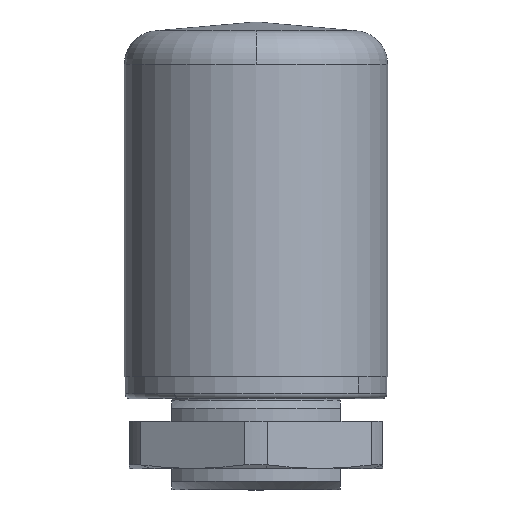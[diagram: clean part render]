
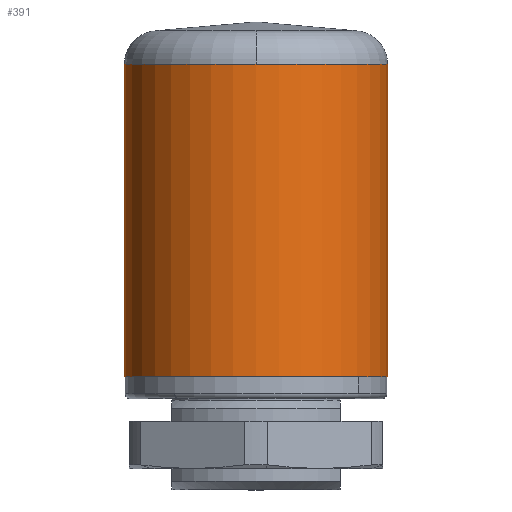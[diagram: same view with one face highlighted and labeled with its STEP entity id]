
A CAD part, top view. The second image highlights one B-rep face of the part: STEP entity #391.
In plain terms, the highlighted cylindrical face has radius 7.8 mm (diameter 15.6 mm), a partial arc.
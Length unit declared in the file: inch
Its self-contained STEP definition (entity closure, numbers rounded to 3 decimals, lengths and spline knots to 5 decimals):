
#20 = CARTESIAN_POINT ( 'NONE',  ( -0.30709, 0.99216, 0. ) ) ;
#52 = DIRECTION ( 'NONE',  ( -1., 0., 0. ) ) ;
#79 = DIRECTION ( 'NONE',  ( 0., -1., 0. ) ) ;
#113 = DIRECTION ( 'NONE',  ( -1., 0., 0. ) ) ;
#125 = VERTEX_POINT ( 'NONE', #20 ) ;
#151 = EDGE_CURVE ( 'NONE', #315, #387, #395, .T. ) ;
#270 = CARTESIAN_POINT ( 'NONE',  ( 0.30709, 0.62797, 0. ) ) ;
#312 = ORIENTED_EDGE ( 'NONE', *, *, #1421, .T. ) ;
#315 = VERTEX_POINT ( 'NONE', #853 ) ;
#317 = DIRECTION ( 'NONE',  ( 0., -1., 0. ) ) ;
#333 = VERTEX_POINT ( 'NONE', #704 ) ;
#343 = EDGE_CURVE ( 'NONE', #387, #1280, #634, .T. ) ;
#387 = VERTEX_POINT ( 'NONE', #771 ) ;
#391 = ADVANCED_FACE ( 'NONE', ( #1643 ), #1415, .T. ) ;
#395 = LINE ( 'NONE', #270, #414 ) ;
#414 = VECTOR ( 'NONE', #541, 39.37008 ) ;
#421 = CARTESIAN_POINT ( 'NONE',  ( -0.30709, 0.62797, 0. ) ) ;
#433 = EDGE_LOOP ( 'NONE', ( #573, #1536, #312, #1423, #1653 ) ) ;
#448 = DIRECTION ( 'NONE',  ( -1., 0., 0. ) ) ;
#491 = CARTESIAN_POINT ( 'NONE',  ( 0., 0.99216, 0. ) ) ;
#503 = DIRECTION ( 'NONE',  ( 0., -1., 0. ) ) ;
#520 = AXIS2_PLACEMENT_3D ( 'NONE', #491, #317, #52 ) ;
#541 = DIRECTION ( 'NONE',  ( 0., -1., 0. ) ) ;
#573 = ORIENTED_EDGE ( 'NONE', *, *, #151, .F. ) ;
#575 = CIRCLE ( 'NONE', #662, 0.30709 ) ;
#631 = CARTESIAN_POINT ( 'NONE',  ( 0., 0.26378, 0. ) ) ;
#634 = CIRCLE ( 'NONE', #1650, 0.30709 ) ;
#662 = AXIS2_PLACEMENT_3D ( 'NONE', #1234, #79, #448 ) ;
#704 = CARTESIAN_POINT ( 'NONE',  ( 0., 0.99216, 0.30709 ) ) ;
#743 = CARTESIAN_POINT ( 'NONE',  ( 0., 0.62797, 0. ) ) ;
#771 = CARTESIAN_POINT ( 'NONE',  ( 0.30709, 0.26378, 0. ) ) ;
#773 = AXIS2_PLACEMENT_3D ( 'NONE', #743, #1276, #113 ) ;
#809 = LINE ( 'NONE', #421, #871 ) ;
#853 = CARTESIAN_POINT ( 'NONE',  ( 0.30709, 0.99216, 0. ) ) ;
#871 = VECTOR ( 'NONE', #1447, 39.37008 ) ;
#890 = EDGE_CURVE ( 'NONE', #315, #333, #575, .T. ) ;
#1149 = DIRECTION ( 'NONE',  ( -1., 0., 0. ) ) ;
#1234 = CARTESIAN_POINT ( 'NONE',  ( 0., 0.99216, 0. ) ) ;
#1241 = EDGE_CURVE ( 'NONE', #125, #1280, #809, .T. ) ;
#1276 = DIRECTION ( 'NONE',  ( 0., -1., 0. ) ) ;
#1280 = VERTEX_POINT ( 'NONE', #1436 ) ;
#1327 = CIRCLE ( 'NONE', #520, 0.30709 ) ;
#1415 = CYLINDRICAL_SURFACE ( 'NONE', #773, 0.30709 ) ;
#1421 = EDGE_CURVE ( 'NONE', #333, #125, #1327, .T. ) ;
#1423 = ORIENTED_EDGE ( 'NONE', *, *, #1241, .T. ) ;
#1436 = CARTESIAN_POINT ( 'NONE',  ( -0.30709, 0.26378, 0. ) ) ;
#1447 = DIRECTION ( 'NONE',  ( 0., -1., 0. ) ) ;
#1536 = ORIENTED_EDGE ( 'NONE', *, *, #890, .T. ) ;
#1643 = FACE_OUTER_BOUND ( 'NONE', #433, .T. ) ;
#1650 = AXIS2_PLACEMENT_3D ( 'NONE', #631, #503, #1149 ) ;
#1653 = ORIENTED_EDGE ( 'NONE', *, *, #343, .F. ) ;
